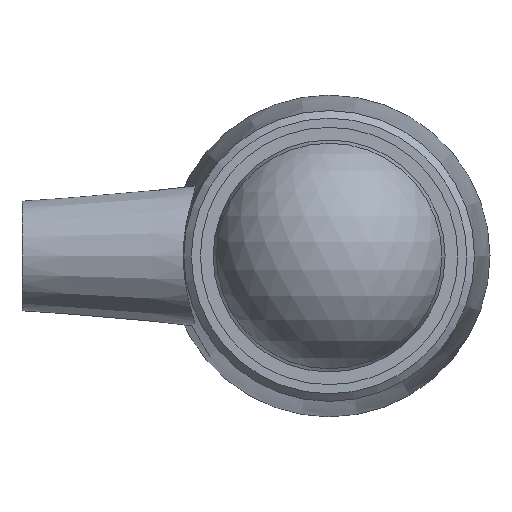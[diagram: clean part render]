
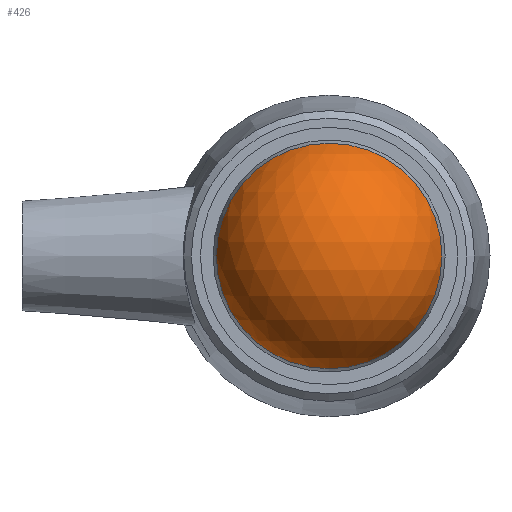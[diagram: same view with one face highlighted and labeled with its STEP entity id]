
A CAD part, left-side view. The second image highlights one B-rep face of the part: STEP entity #426.
In plain terms, the highlighted spherical face has radius 16.183 mm.
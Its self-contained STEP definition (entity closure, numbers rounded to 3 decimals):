
#16=SPHERICAL_SURFACE('',#494,16.183);
#102=FACE_OUTER_BOUND('',#162,.T.);
#162=EDGE_LOOP('',(#364,#365));
#210=CIRCLE('',#489,15.426);
#211=CIRCLE('',#490,15.426);
#250=VERTEX_POINT('',#835);
#251=VERTEX_POINT('',#839);
#291=EDGE_CURVE('',#250,#251,#210,.T.);
#292=EDGE_CURVE('',#251,#250,#211,.T.);
#364=ORIENTED_EDGE('',*,*,#292,.F.);
#365=ORIENTED_EDGE('',*,*,#291,.F.);
#426=ADVANCED_FACE('',(#102),#16,.T.);
#489=AXIS2_PLACEMENT_3D('',#840,#614,#615);
#490=AXIS2_PLACEMENT_3D('',#841,#616,#617);
#494=AXIS2_PLACEMENT_3D('',#877,#624,#625);
#614=DIRECTION('center_axis',(1.,0.,0.));
#615=DIRECTION('ref_axis',(0.,0.,-1.));
#616=DIRECTION('center_axis',(1.,0.,0.));
#617=DIRECTION('ref_axis',(0.,0.,-1.));
#624=DIRECTION('center_axis',(0.,0.,1.));
#625=DIRECTION('ref_axis',(1.,0.,0.));
#835=CARTESIAN_POINT('',(-47.708,0.,15.426));
#839=CARTESIAN_POINT('',(-47.708,15.426,0.));
#840=CARTESIAN_POINT('Origin',(-47.708,0.,0.));
#841=CARTESIAN_POINT('Origin',(-47.708,0.,0.));
#877=CARTESIAN_POINT('Origin',(-42.817,0.,0.));
